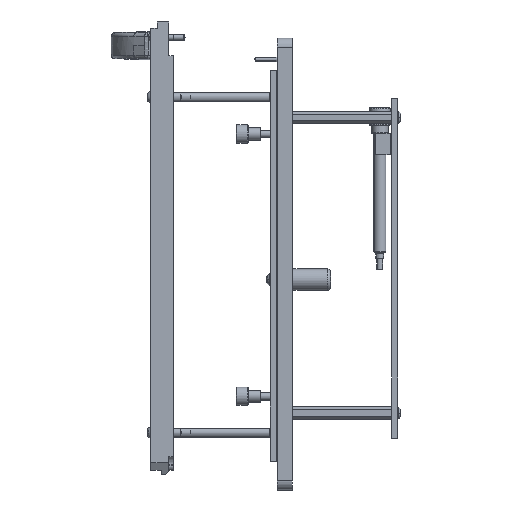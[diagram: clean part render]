
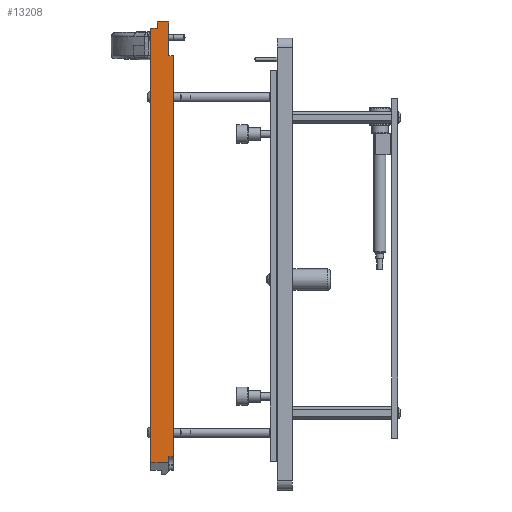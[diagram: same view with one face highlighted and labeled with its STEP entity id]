
A CAD part, left-side view. The second image highlights one B-rep face of the part: STEP entity #13208.
In plain terms, the highlighted face is planar.
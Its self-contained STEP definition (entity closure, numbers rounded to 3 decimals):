
#313 = VERTEX_POINT ( 'NONE', #38137 ) ;
#2031 = CARTESIAN_POINT ( 'NONE',  ( 175., -4.3, 136.55 ) ) ;
#2492 = DIRECTION ( 'NONE',  ( 0., 0., 1. ) ) ;
#2553 = VERTEX_POINT ( 'NONE', #34834 ) ;
#2800 = CARTESIAN_POINT ( 'NONE',  ( 175., 7.5, -144.55 ) ) ;
#2897 = VERTEX_POINT ( 'NONE', #23824 ) ;
#4220 = VERTEX_POINT ( 'NONE', #6606 ) ;
#5564 = VERTEX_POINT ( 'NONE', #15802 ) ;
#5901 = PLANE ( 'NONE',  #16854 ) ;
#6439 = VECTOR ( 'NONE', #16301, 1000. ) ;
#6606 = CARTESIAN_POINT ( 'NONE',  ( 175., 3.2, -148.55 ) ) ;
#8237 = VECTOR ( 'NONE', #15641, 1000. ) ;
#8381 = CARTESIAN_POINT ( 'NONE',  ( 175., -4.3, -148.55 ) ) ;
#8654 = DIRECTION ( 'NONE',  ( 0., -1., 0. ) ) ;
#8787 = ORIENTED_EDGE ( 'NONE', *, *, #16303, .F. ) ;
#8812 = ORIENTED_EDGE ( 'NONE', *, *, #28323, .F. ) ;
#8856 = LINE ( 'NONE', #2800, #35339 ) ;
#9109 = LINE ( 'NONE', #21868, #19407 ) ;
#9841 = EDGE_CURVE ( 'NONE', #313, #4220, #13383, .T. ) ;
#9925 = VECTOR ( 'NONE', #13988, 1000. ) ;
#9946 = EDGE_CURVE ( 'NONE', #19526, #40675, #24863, .T. ) ;
#10837 = VERTEX_POINT ( 'NONE', #17190 ) ;
#11367 = DIRECTION ( 'NONE',  ( 0., -1., 0. ) ) ;
#11538 = EDGE_CURVE ( 'NONE', #17981, #5564, #39016, .T. ) ;
#11903 = EDGE_CURVE ( 'NONE', #5564, #2897, #9109, .T. ) ;
#12072 = ORIENTED_EDGE ( 'NONE', *, *, #11903, .T. ) ;
#12082 = ORIENTED_EDGE ( 'NONE', *, *, #9946, .F. ) ;
#12273 = CARTESIAN_POINT ( 'NONE',  ( 175., -7.5, 148.55 ) ) ;
#13208 = ADVANCED_FACE ( 'NONE', ( #34501 ), #5901, .F. ) ;
#13383 = LINE ( 'NONE', #33215, #9925 ) ;
#13741 = CARTESIAN_POINT ( 'NONE',  ( 175., 7.5, 148.55 ) ) ;
#13988 = DIRECTION ( 'NONE',  ( 0., 0., -1. ) ) ;
#14624 = LINE ( 'NONE', #8381, #6439 ) ;
#15610 = LINE ( 'NONE', #31898, #30187 ) ;
#15641 = DIRECTION ( 'NONE',  ( 0., -1., 0. ) ) ;
#15802 = CARTESIAN_POINT ( 'NONE',  ( 175., 7.5, 140.55 ) ) ;
#15846 = LINE ( 'NONE', #28578, #8237 ) ;
#16301 = DIRECTION ( 'NONE',  ( 0., 0., 1. ) ) ;
#16303 = EDGE_CURVE ( 'NONE', #17981, #313, #8856, .T. ) ;
#16854 = AXIS2_PLACEMENT_3D ( 'NONE', #22208, #31363, #40969 ) ;
#16869 = CARTESIAN_POINT ( 'NONE',  ( 175., -7.5, 66.55 ) ) ;
#17190 = CARTESIAN_POINT ( 'NONE',  ( 175., -4.3, -126.55 ) ) ;
#17428 = ORIENTED_EDGE ( 'NONE', *, *, #9841, .F. ) ;
#17981 = VERTEX_POINT ( 'NONE', #33293 ) ;
#18143 = ORIENTED_EDGE ( 'NONE', *, *, #38342, .T. ) ;
#19378 = VECTOR ( 'NONE', #36307, 1000. ) ;
#19407 = VECTOR ( 'NONE', #29546, 1000. ) ;
#19449 = ORIENTED_EDGE ( 'NONE', *, *, #19688, .F. ) ;
#19458 = VERTEX_POINT ( 'NONE', #2031 ) ;
#19526 = VERTEX_POINT ( 'NONE', #23988 ) ;
#19688 = EDGE_CURVE ( 'NONE', #10837, #21766, #15610, .T. ) ;
#20463 = LINE ( 'NONE', #29842, #37791 ) ;
#20877 = DIRECTION ( 'NONE',  ( 0., 0., -1. ) ) ;
#21023 = VECTOR ( 'NONE', #11367, 1000. ) ;
#21766 = VERTEX_POINT ( 'NONE', #38943 ) ;
#21868 = CARTESIAN_POINT ( 'NONE',  ( 175., 7.5, 140.55 ) ) ;
#22208 = CARTESIAN_POINT ( 'NONE',  ( 175., 7.5, 148.55 ) ) ;
#23824 = CARTESIAN_POINT ( 'NONE',  ( 175., -4.3, 140.55 ) ) ;
#23988 = CARTESIAN_POINT ( 'NONE',  ( 175., -7.4, 66.55 ) ) ;
#24032 = EDGE_CURVE ( 'NONE', #19526, #38433, #39597, .T. ) ;
#24863 = LINE ( 'NONE', #30894, #28587 ) ;
#25846 = DIRECTION ( 'NONE',  ( 0., -1., 0. ) ) ;
#26319 = LINE ( 'NONE', #12273, #33527 ) ;
#28170 = DIRECTION ( 'NONE',  ( 0., 1., 0. ) ) ;
#28323 = EDGE_CURVE ( 'NONE', #19458, #2897, #20463, .T. ) ;
#28481 = ORIENTED_EDGE ( 'NONE', *, *, #37819, .T. ) ;
#28578 = CARTESIAN_POINT ( 'NONE',  ( 175., 14.909, 136.55 ) ) ;
#28587 = VECTOR ( 'NONE', #2492, 1000. ) ;
#29357 = EDGE_CURVE ( 'NONE', #2553, #10837, #14624, .T. ) ;
#29533 = ORIENTED_EDGE ( 'NONE', *, *, #37635, .T. ) ;
#29546 = DIRECTION ( 'NONE',  ( 0., -1., 0. ) ) ;
#29842 = CARTESIAN_POINT ( 'NONE',  ( 175., -4.3, 136.55 ) ) ;
#29991 = CARTESIAN_POINT ( 'NONE',  ( 175., -7.4, 66.55 ) ) ;
#30187 = VECTOR ( 'NONE', #25846, 1000. ) ;
#30259 = DIRECTION ( 'NONE',  ( 0., 0., 1. ) ) ;
#30894 = CARTESIAN_POINT ( 'NONE',  ( 175., -7.4, 66.55 ) ) ;
#31363 = DIRECTION ( 'NONE',  ( -1., 0., 0. ) ) ;
#31898 = CARTESIAN_POINT ( 'NONE',  ( 175., -7.5, -126.55 ) ) ;
#32884 = VECTOR ( 'NONE', #28170, 1000. ) ;
#33215 = CARTESIAN_POINT ( 'NONE',  ( 175., 3.2, -148.55 ) ) ;
#33293 = CARTESIAN_POINT ( 'NONE',  ( 175., 7.5, -144.55 ) ) ;
#33527 = VECTOR ( 'NONE', #20877, 1000. ) ;
#34422 = CARTESIAN_POINT ( 'NONE',  ( 175., -7.5, -148.55 ) ) ;
#34501 = FACE_OUTER_BOUND ( 'NONE', #36566, .T. ) ;
#34834 = CARTESIAN_POINT ( 'NONE',  ( 175., -4.3, -148.55 ) ) ;
#35339 = VECTOR ( 'NONE', #8654, 1000. ) ;
#36240 = ORIENTED_EDGE ( 'NONE', *, *, #11538, .T. ) ;
#36307 = DIRECTION ( 'NONE',  ( 0., 0., 1. ) ) ;
#36566 = EDGE_LOOP ( 'NONE', ( #12082, #39808, #29533, #19449, #40935, #28481, #17428, #8787, #36240, #12072, #8812, #18143 ) ) ;
#37161 = LINE ( 'NONE', #34422, #32884 ) ;
#37635 = EDGE_CURVE ( 'NONE', #38433, #21766, #26319, .T. ) ;
#37687 = CARTESIAN_POINT ( 'NONE',  ( 175., -7.4, 136.55 ) ) ;
#37791 = VECTOR ( 'NONE', #30259, 1000. ) ;
#37819 = EDGE_CURVE ( 'NONE', #2553, #4220, #37161, .T. ) ;
#38137 = CARTESIAN_POINT ( 'NONE',  ( 175., 3.2, -144.55 ) ) ;
#38342 = EDGE_CURVE ( 'NONE', #19458, #40675, #15846, .T. ) ;
#38433 = VERTEX_POINT ( 'NONE', #16869 ) ;
#38943 = CARTESIAN_POINT ( 'NONE',  ( 175., -7.5, -126.55 ) ) ;
#39016 = LINE ( 'NONE', #13741, #19378 ) ;
#39597 = LINE ( 'NONE', #29991, #21023 ) ;
#39808 = ORIENTED_EDGE ( 'NONE', *, *, #24032, .T. ) ;
#40675 = VERTEX_POINT ( 'NONE', #37687 ) ;
#40935 = ORIENTED_EDGE ( 'NONE', *, *, #29357, .F. ) ;
#40969 = DIRECTION ( 'NONE',  ( 0., 0., 1. ) ) ;
